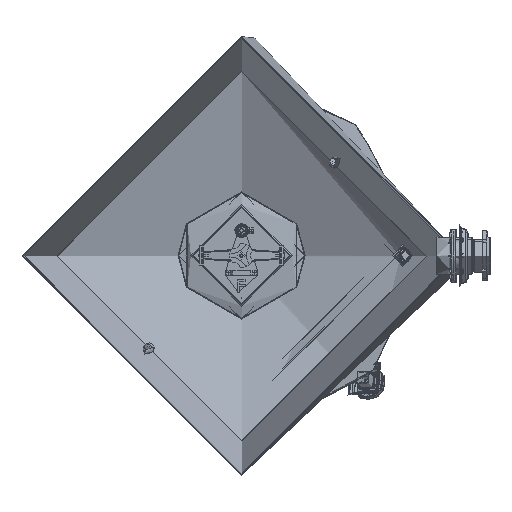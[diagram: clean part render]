
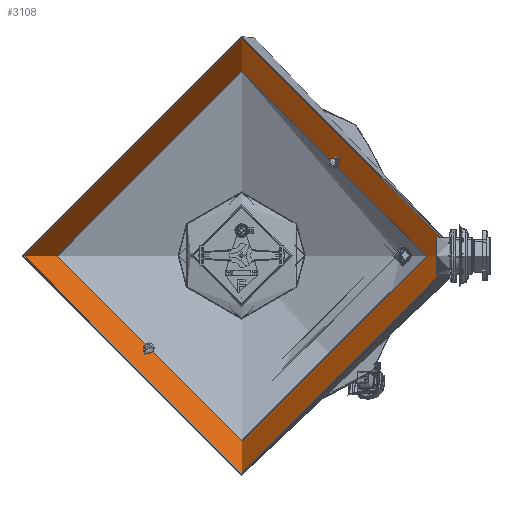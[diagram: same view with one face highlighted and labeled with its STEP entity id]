
A CAD part, top view. The second image highlights one B-rep face of the part: STEP entity #3108.
In plain terms, the highlighted toroidal (fillet/blend) face has major radius 740.674 mm and minor radius 353.332 mm.
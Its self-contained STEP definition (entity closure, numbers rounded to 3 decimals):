
#3108 = ADVANCED_FACE( '', ( #6559, #6560 ), #6561, .F. );
#6559 = FACE_OUTER_BOUND( '', #17330, .T. );
#6560 = FACE_OUTER_BOUND( '', #17331, .T. );
#6561 = TOROIDAL_SURFACE( '', #17332, 740.674, 353.332 );
#17330 = EDGE_LOOP( '', ( #25707 ) );
#17331 = EDGE_LOOP( '', ( #25708 ) );
#17332 = AXIS2_PLACEMENT_3D( '', #25709, #25710, #25711 );
#25707 = ORIENTED_EDGE( '', *, *, #26678, .F. );
#25708 = ORIENTED_EDGE( '', *, *, #28764, .T. );
#25709 = CARTESIAN_POINT( '', ( 0., 0., -361.212 ) );
#25710 = DIRECTION( '', ( 0., 0., -1. ) );
#25711 = DIRECTION( '', ( 0., 1., 0. ) );
#26678 = EDGE_CURVE( '', #30226, #30226, #30227, .T. );
#28764 = EDGE_CURVE( '', #33085, #33085, #33086, .T. );
#30226 = VERTEX_POINT( '', #58119 );
#30227 = CIRCLE( '', #58120, 1093.954 );
#33085 = VERTEX_POINT( '', #67246 );
#33086 = CIRCLE( '', #67247, 928.297 );
#58119 = CARTESIAN_POINT( '', ( 0., 1093.954, -367.278 ) );
#58120 = AXIS2_PLACEMENT_3D( '', #68356, #68357, #68358 );
#67246 = CARTESIAN_POINT( '', ( 0., 928.296, -660.614 ) );
#67247 = AXIS2_PLACEMENT_3D( '', #70578, #70579, #70580 );
#68356 = CARTESIAN_POINT( '', ( 0., 0., -367.277 ) );
#68357 = DIRECTION( '', ( 0., 0., -1. ) );
#68358 = DIRECTION( '', ( 0., 1., 0. ) );
#70578 = CARTESIAN_POINT( '', ( 0., -0.001, -660.614 ) );
#70579 = DIRECTION( '', ( 0., 0., -1. ) );
#70580 = DIRECTION( '', ( 0., 1., 0. ) );
